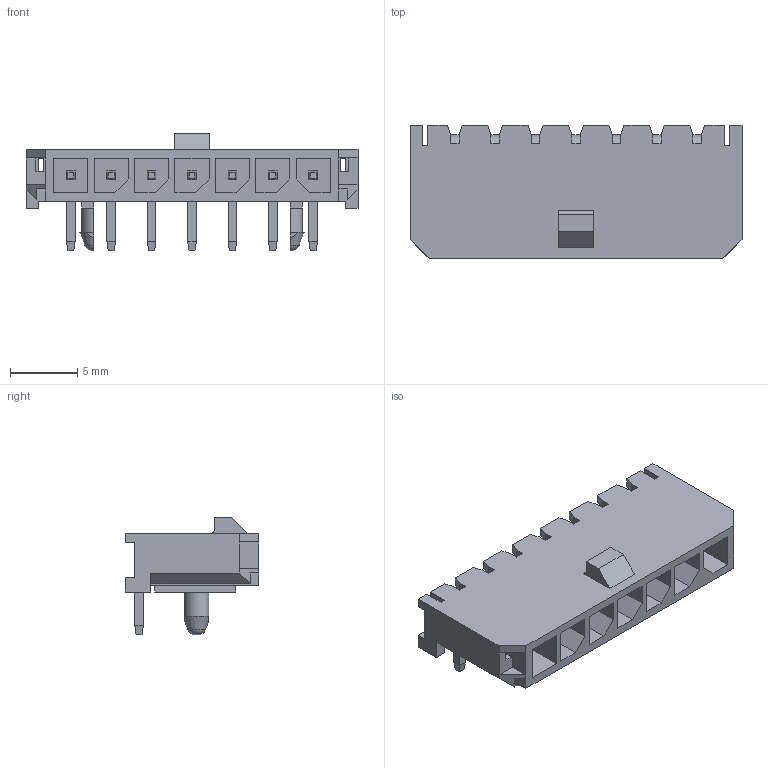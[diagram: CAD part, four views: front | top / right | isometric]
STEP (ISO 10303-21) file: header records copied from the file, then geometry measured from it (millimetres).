
FILE_DESCRIPTION(/* description */ ('Unknown'),/* implementation_level */ '2;1');
FILE_NAME(/* name */ '66200711022',/* time_stamp */ '2020-09-23T10:28:31+02:00',/* author */ ('Unknown'),/* organization */ ('Unknown'),/* preprocessor_version */ 'ST-DEVELOPER v16.7',/* originating_system */ 'DEX',/* authorisation */ $);
FILE_SCHEMA (('AUTOMOTIVE_DESIGN {1 0 10303 214 3 1 1}'));
Length unit declared in the file: millimetre
Products named in the file (3): 6620xx11022; 66200711022; 6620xx11022_PIN
Assembly tree (8 placements, depth 2):
  6620xx11022
    66200711022
    6620xx11022_PIN  x7
Bounding box: 24.65 x 9.9 x 8.76 mm (x, y, z)
Volume: 625.2 mm3; surface area: 1612 mm2
Topology: 8 solids, 8 shells, 400 faces, 1067 edges, 678 vertices
Faces by surface type: plane 379, cylinder 17, cone 2, torus 2
Entity records: 9389 total; most frequent: CARTESIAN_POINT 1674, ORIENTED_EDGE 1654, DIRECTION 1447, EDGE_CURVE 827, LINE 801, VECTOR 801, VERTEX_POINT 534, AXIS2_PLACEMENT_3D 323
